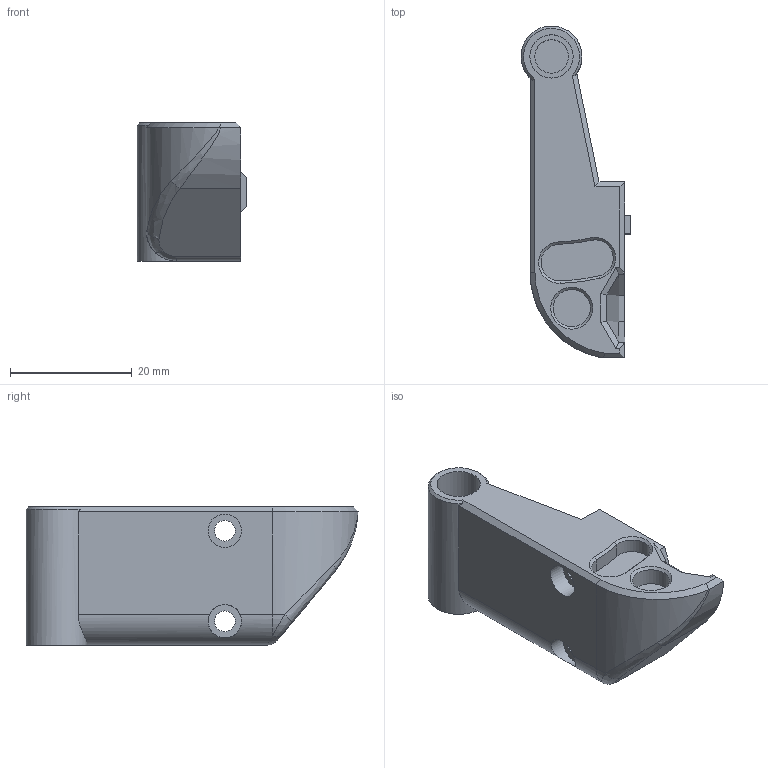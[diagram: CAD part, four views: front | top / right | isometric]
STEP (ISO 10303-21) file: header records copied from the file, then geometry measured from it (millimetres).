
FILE_DESCRIPTION(/* description */ (''),/* implementation_level */ '2;1');
FILE_NAME(/* name */ 'mini_fridge_latch_LDO_BHCS.step',/* time_stamp */ '2024-04-27T11:58:35-07:00',/* author */ (''),/* organization */ (''),/* preprocessor_version */ 'ST-DEVELOPER v20',/* originating_system */ 'Autodesk Translation Framework v12.20.1.177',/* authorisation */ '');
FILE_SCHEMA (('AUTOMOTIVE_DESIGN { 1 0 10303 214 3 1 1 }'));
Length unit declared in the file: millimetre
Products named in the file (1): mini_fridge_latch_LDO_BHCS
Bounding box: 18.04 x 54.49 x 22.66 mm (x, y, z)
Volume: 11783.1 mm3; surface area: 4605 mm2
Topology: 1 solids, 1 shells, 63 faces, 150 edges, 95 vertices
Faces by surface type: plane 35, cylinder 16, cone 7, bspline 4, torus 1
Full cylindrical faces by diameter (mm): 3.4 x2, 5.5 x3, 6.1 x1, 7.1 x1
Entity records: 1981 total; most frequent: CARTESIAN_POINT 469, DIRECTION 305, ORIENTED_EDGE 300, EDGE_CURVE 150, AXIS2_PLACEMENT_3D 107, VERTEX_POINT 95, LINE 91, VECTOR 91
